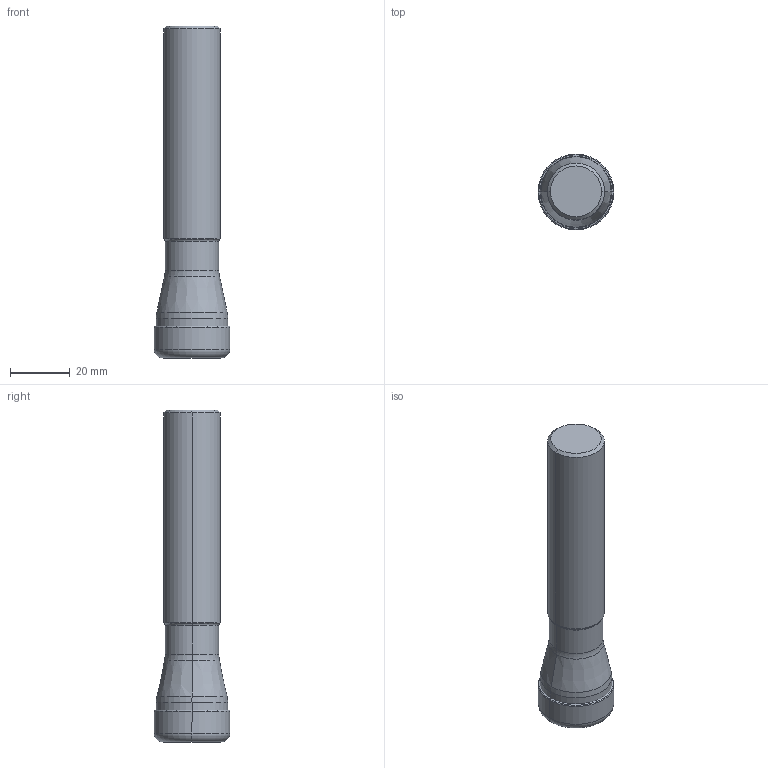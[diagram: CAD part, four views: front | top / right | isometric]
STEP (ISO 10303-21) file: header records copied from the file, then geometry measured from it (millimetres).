
FILE_DESCRIPTION(/* description */ (''),/* implementation_level */ '2;1');
FILE_NAME(/* name */ 'APX3000UR163SA12SB_IR0_118.stp',/* time_stamp */ '2021-09-08T11:46:06+09:00',/* author */ (''),/* organization */ (''),/* preprocessor_version */ 'ST-DEVELOPER v16',/* originating_system */ 'SIEMENS PLM Software NX 10.0',/* authorisation */ '');
FILE_SCHEMA (('AUTOMOTIVE_DESIGN { 1 0 10303 214 3 1 1 1 }'));
Length unit declared in the file: millimetre
Products named in the file (1): APX3000UR163SA12SB_IR0_118_ASM
Bounding box: 25.4 x 25.4 x 111.13 mm (x, y, z)
Volume: 38112.4 mm3; surface area: 9424.8 mm2
Topology: 2 solids, 2 shells, 64 faces, 160 edges, 117 vertices
Faces by surface type: torus 30, cone 18, cylinder 8, bspline 4, plane 4
Entity records: 2228 total; most frequent: CARTESIAN_POINT 458, DIRECTION 430, ORIENTED_EDGE 292, AXIS2_PLACEMENT_3D 200, EDGE_CURVE 146, CIRCLE 129, VERTEX_POINT 86, EDGE_LOOP 66
